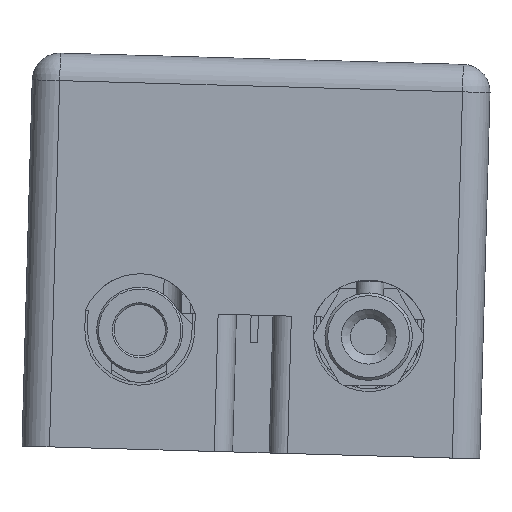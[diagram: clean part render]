
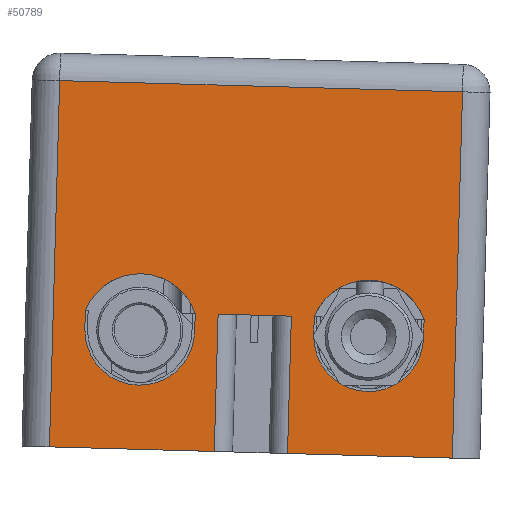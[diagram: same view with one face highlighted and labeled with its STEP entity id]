
A CAD part, front view. The second image highlights one B-rep face of the part: STEP entity #50789.
In plain terms, the highlighted planar face has unit normal (0, -1, 0).
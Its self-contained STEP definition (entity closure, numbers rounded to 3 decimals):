
#275=FACE_BOUND('',#7080,.T.);
#276=FACE_BOUND('',#7081,.T.);
#4257=FACE_OUTER_BOUND('',#7079,.T.);
#7079=EDGE_LOOP('',(#44964,#44965,#44966,#44967,#44968,#44969,#44970,#44971));
#7080=EDGE_LOOP('',(#44972,#44973,#44974,#44975));
#7081=EDGE_LOOP('',(#44976,#44977,#44978,#44979));
#7404=CIRCLE('',#51403,3.2);
#7407=CIRCLE('',#51417,3.2);
#8633=CIRCLE('',#54605,3.);
#8634=CIRCLE('',#54606,3.);
#9668=LINE('',#74409,#14921);
#9780=LINE('',#74828,#15033);
#13848=LINE('',#86735,#19101);
#13851=LINE('',#86743,#19104);
#13854=LINE('',#86754,#19107);
#13856=LINE('',#86759,#19109);
#13858=LINE('',#86763,#19111);
#13859=LINE('',#86764,#19112);
#13860=LINE('',#86766,#19113);
#13861=LINE('',#86769,#19114);
#13862=LINE('',#86771,#19115);
#13863=LINE('',#86774,#19116);
#14921=VECTOR('',#56557,4.);
#15033=VECTOR('',#56901,22.);
#19101=VECTOR('',#67267,7.5);
#19104=VECTOR('',#67276,9.);
#19107=VECTOR('',#67285,9.);
#19109=VECTOR('',#67291,7.5);
#19111=VECTOR('',#67297,20.);
#19112=VECTOR('',#67298,20.);
#19113=VECTOR('',#67299,1.);
#19114=VECTOR('',#67302,1.);
#19115=VECTOR('',#67303,1.);
#19116=VECTOR('',#67306,1.);
#20226=VERTEX_POINT('',#74403);
#20228=VERTEX_POINT('',#74407);
#20294=VERTEX_POINT('',#74707);
#20295=VERTEX_POINT('',#74709);
#20309=VERTEX_POINT('',#74753);
#20310=VERTEX_POINT('',#74755);
#20332=VERTEX_POINT('',#74820);
#20335=VERTEX_POINT('',#74827);
#23810=VERTEX_POINT('',#86734);
#23812=VERTEX_POINT('',#86742);
#23816=VERTEX_POINT('',#86751);
#23817=VERTEX_POINT('',#86753);
#23819=VERTEX_POINT('',#86765);
#23820=VERTEX_POINT('',#86767);
#23821=VERTEX_POINT('',#86770);
#23822=VERTEX_POINT('',#86772);
#25443=EDGE_CURVE('',#20228,#20226,#9668,.T.);
#25550=EDGE_CURVE('',#20295,#20294,#7404,.T.);
#25573=EDGE_CURVE('',#20310,#20309,#7407,.T.);
#25608=EDGE_CURVE('',#20332,#20335,#9780,.T.);
#30931=EDGE_CURVE('',#20226,#23810,#13848,.T.);
#30935=EDGE_CURVE('',#23810,#23812,#13851,.T.);
#30941=EDGE_CURVE('',#23816,#23817,#13854,.T.);
#30944=EDGE_CURVE('',#23817,#20228,#13856,.T.);
#30946=EDGE_CURVE('',#23816,#20335,#13858,.T.);
#30947=EDGE_CURVE('',#23812,#20332,#13859,.T.);
#30948=EDGE_CURVE('',#20294,#23819,#13860,.T.);
#30949=EDGE_CURVE('',#23819,#23820,#8633,.T.);
#30950=EDGE_CURVE('',#23820,#20295,#13861,.T.);
#30951=EDGE_CURVE('',#20309,#23821,#13862,.T.);
#30952=EDGE_CURVE('',#23821,#23822,#8634,.T.);
#30953=EDGE_CURVE('',#23822,#20310,#13863,.T.);
#44964=ORIENTED_EDGE('',*,*,#25443,.F.);
#44965=ORIENTED_EDGE('',*,*,#30944,.F.);
#44966=ORIENTED_EDGE('',*,*,#30941,.F.);
#44967=ORIENTED_EDGE('',*,*,#30946,.T.);
#44968=ORIENTED_EDGE('',*,*,#25608,.F.);
#44969=ORIENTED_EDGE('',*,*,#30947,.F.);
#44970=ORIENTED_EDGE('',*,*,#30935,.F.);
#44971=ORIENTED_EDGE('',*,*,#30931,.F.);
#44972=ORIENTED_EDGE('',*,*,#30948,.T.);
#44973=ORIENTED_EDGE('',*,*,#30949,.T.);
#44974=ORIENTED_EDGE('',*,*,#30950,.T.);
#44975=ORIENTED_EDGE('',*,*,#25550,.T.);
#44976=ORIENTED_EDGE('',*,*,#25573,.T.);
#44977=ORIENTED_EDGE('',*,*,#30951,.T.);
#44978=ORIENTED_EDGE('',*,*,#30952,.T.);
#44979=ORIENTED_EDGE('',*,*,#30953,.T.);
#47256=PLANE('',#54604);
#50789=ADVANCED_FACE('',(#4257,#275,#276),#47256,.T.);
#51403=AXIS2_PLACEMENT_3D('',#74710,#56780,#56781);
#51417=AXIS2_PLACEMENT_3D('',#74756,#56825,#56826);
#54604=AXIS2_PLACEMENT_3D('',#86762,#67295,#67296);
#54605=AXIS2_PLACEMENT_3D('',#86768,#67300,#67301);
#54606=AXIS2_PLACEMENT_3D('',#86773,#67304,#67305);
#56557=DIRECTION('',(-1.,0.,0.028));
#56780=DIRECTION('center_axis',(0.,1.,0.));
#56781=DIRECTION('ref_axis',(-0.927,0.,0.374));
#56825=DIRECTION('center_axis',(0.,1.,0.));
#56826=DIRECTION('ref_axis',(0.947,0.,0.322));
#56901=DIRECTION('',(1.,0.,-0.028));
#67267=DIRECTION('',(-0.028,0.,-1.));
#67276=DIRECTION('',(-1.,0.,0.028));
#67285=DIRECTION('',(-1.,0.,0.028));
#67291=DIRECTION('',(0.028,0.,1.));
#67295=DIRECTION('center_axis',(0.,-1.,0.));
#67296=DIRECTION('ref_axis',(-0.028,0.,-1.));
#67297=DIRECTION('',(0.028,0.,1.));
#67298=DIRECTION('',(0.028,0.,1.));
#67299=DIRECTION('',(-0.028,0.,-1.));
#67300=DIRECTION('center_axis',(0.,1.,0.));
#67301=DIRECTION('ref_axis',(-1.,0.,0.028));
#67302=DIRECTION('',(0.028,0.,1.));
#67303=DIRECTION('',(-0.028,0.,-1.));
#67304=DIRECTION('center_axis',(0.,1.,0.));
#67305=DIRECTION('ref_axis',(1.,0.,-0.028));
#67306=DIRECTION('',(0.028,0.,1.));
#74403=CARTESIAN_POINT('',(-11.481,-21.703,52.426));
#74407=CARTESIAN_POINT('',(-7.483,-21.703,52.315));
#74409=CARTESIAN_POINT('',(3.013,-21.703,52.021));
#74707=CARTESIAN_POINT('',(-12.731,-21.703,52.461));
#74709=CARTESIAN_POINT('',(-18.728,-21.703,52.629));
#74710=CARTESIAN_POINT('Origin',(-15.761,-21.703,51.432));
#74753=CARTESIAN_POINT('',(-0.235,-21.703,52.112));
#74755=CARTESIAN_POINT('',(-6.233,-21.703,52.28));
#74756=CARTESIAN_POINT('Origin',(-3.265,-21.703,51.083));
#74820=CARTESIAN_POINT('',(-20.129,-21.703,65.173));
#74827=CARTESIAN_POINT('',(1.863,-21.703,64.558));
#74828=CARTESIAN_POINT('',(-2.885,-21.703,64.691));
#86734=CARTESIAN_POINT('',(-11.69,-21.703,44.929));
#86735=CARTESIAN_POINT('',(-11.572,-21.703,49.178));
#86742=CARTESIAN_POINT('',(-20.687,-21.703,45.18));
#86743=CARTESIAN_POINT('',(1.304,-21.703,44.566));
#86751=CARTESIAN_POINT('',(1.304,-21.703,44.566));
#86753=CARTESIAN_POINT('',(-7.692,-21.703,44.817));
#86754=CARTESIAN_POINT('',(1.304,-21.703,44.566));
#86759=CARTESIAN_POINT('',(-7.573,-21.703,49.066));
#86762=CARTESIAN_POINT('Origin',(1.304,-21.703,44.566));
#86763=CARTESIAN_POINT('',(1.304,-21.703,44.566));
#86764=CARTESIAN_POINT('',(-20.687,-21.703,45.18));
#86765=CARTESIAN_POINT('',(-12.759,-21.703,51.462));
#86766=CARTESIAN_POINT('',(-12.849,-21.703,48.213));
#86767=CARTESIAN_POINT('',(-18.756,-21.703,51.629));
#86768=CARTESIAN_POINT('Origin',(-15.757,-21.703,51.545));
#86769=CARTESIAN_POINT('',(-18.819,-21.703,49.38));
#86770=CARTESIAN_POINT('',(-0.263,-21.703,51.113));
#86771=CARTESIAN_POINT('',(-0.326,-21.703,48.863));
#86772=CARTESIAN_POINT('',(-6.261,-21.703,51.28));
#86773=CARTESIAN_POINT('Origin',(-3.262,-21.703,51.196));
#86774=CARTESIAN_POINT('',(-6.352,-21.703,48.031));
